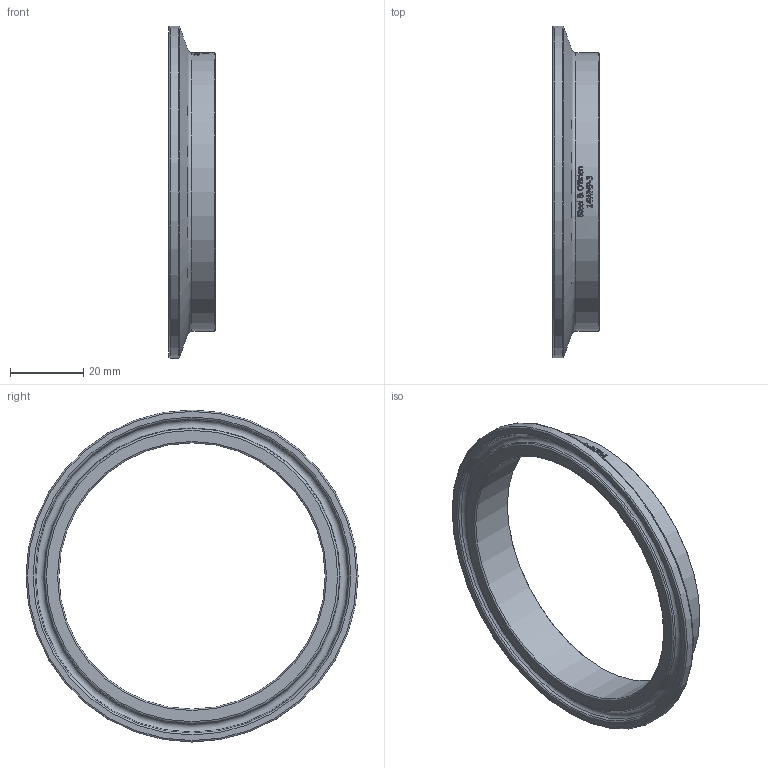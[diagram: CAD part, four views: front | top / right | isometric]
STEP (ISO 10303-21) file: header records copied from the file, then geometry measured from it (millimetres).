
FILE_DESCRIPTION(/* description */ (''),/* implementation_level */ '2;1');
FILE_NAME(/* name */ '14WMP-3.stp',/* time_stamp */ '2018-11-16T13:17:31-05:00',/* author */ ('ken'),/* organization */ (''),/* preprocessor_version */ 'ST-DEVELOPER v15.2',/* originating_system */ 'Autodesk Inventor 2014',/* authorisation */ '');
FILE_SCHEMA (('AUTOMOTIVE_DESIGN { 1 0 10303 214 3 1 1 }'));
Length unit declared in the file: inch
Products named in the file (1): 14WMP-3
Bounding box: 12.7 x 90.91 x 90.91 mm (x, y, z)
Volume: 12013.1 mm3; surface area: 10451.8 mm2
Topology: 1 solids, 1 shells, 346 faces, 924 edges, 612 vertices
Faces by surface type: plane 153, bspline 147, cylinder 34, torus 9, cone 3
Full cylindrical faces by diameter (mm): 72.898 x1, 76.2 x1, 90.907 x1
Entity records: 13598 total; most frequent: CARTESIAN_POINT 5780, ORIENTED_EDGE 1818, DIRECTION 1215, EDGE_CURVE 909, VERTEX_POINT 612, LINE 415, VECTOR 415, AXIS2_PLACEMENT_3D 400
